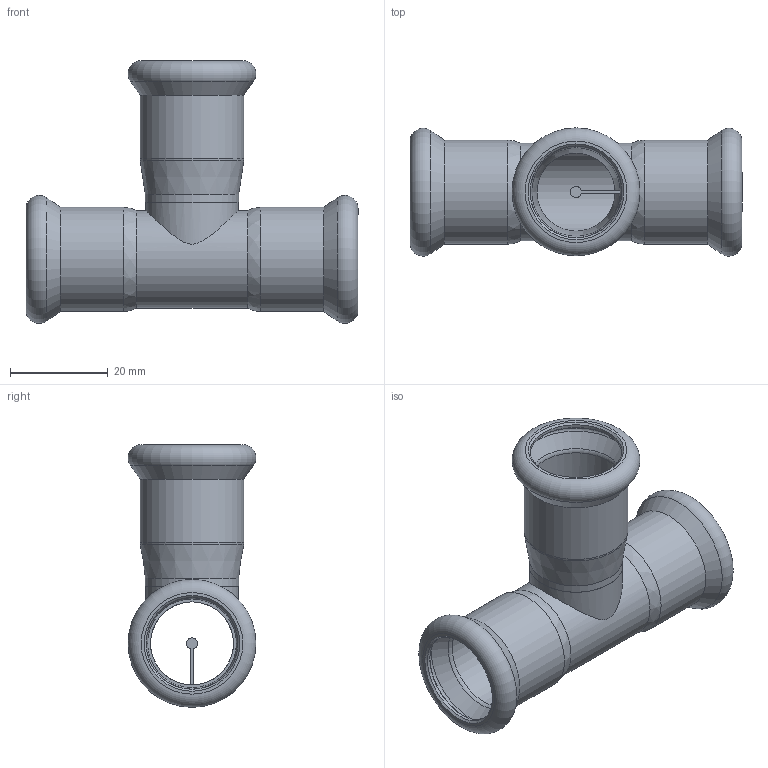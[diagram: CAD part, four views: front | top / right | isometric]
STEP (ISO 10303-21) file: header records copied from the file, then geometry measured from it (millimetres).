
FILE_DESCRIPTION(/* description */ (''),/* implementation_level */ '2;1');
FILE_NAME(/* name */ '34029.stp',/* time_stamp */ '2014-04-01T20:25:44+02:00',/* author */ ('bruh'),/* organization */ (''),/* preprocessor_version */ 'ST-DEVELOPER v15.2',/* originating_system */ 'Autodesk Inventor 2014',/* authorisation */ '');
FILE_SCHEMA (('AUTOMOTIVE_DESIGN { 1 0 10303 214 3 1 1 }'));
Length unit declared in the file: millimetre
Products named in the file (4): 400131; 900022; 490707; 34029
Bounding box: 68 x 26.19 x 53.8 mm (x, y, z)
Volume: 10375.6 mm3; surface area: 14464.6 mm2
Topology: 4 solids, 4 shells, 71 faces, 147 edges, 90 vertices
Faces by surface type: plane 24, cylinder 20, cone 14, torus 11, bspline 2
Full cylindrical faces by diameter (mm): 16 x2, 17 x3, 18.2 x3, 18.8 x3, 19 x1, 19.1 x1, 20 x1, 21.3 x3
Entity records: 1379 total; most frequent: CARTESIAN_POINT 319, DIRECTION 230, ORIENTED_EDGE 138, AXIS2_PLACEMENT_3D 108, EDGE_LOOP 94, EDGE_CURVE 69, VERTEX_POINT 59, ADVANCED_FACE 51
